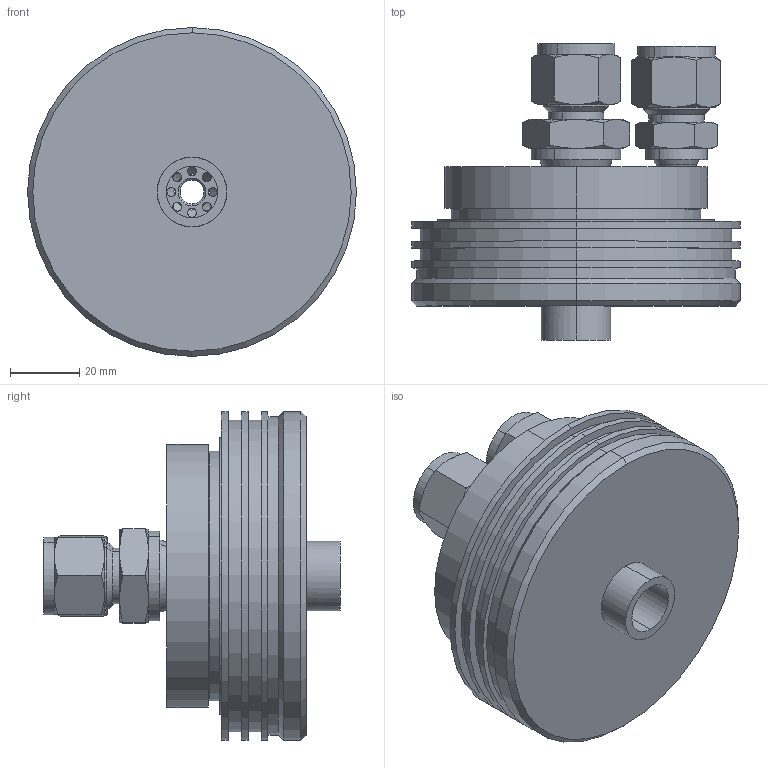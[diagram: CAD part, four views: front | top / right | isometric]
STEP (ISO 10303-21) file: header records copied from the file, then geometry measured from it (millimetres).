
FILE_DESCRIPTION (( 'STEP AP214' ), '1' );
FILE_NAME ('Injector 98mm V02.STEP', '2022-11-14T16:16:49', ( '' ), ( '' ), 'SwSTEP 2.0', 'SolidWorks 2022', '' );
FILE_SCHEMA (( 'AUTOMOTIVE_DESIGN' ));
Length unit declared in the file: millimetre
Products named in the file (8): Faceplate 98mm_Standard; SS-810-1-8RS-SwagelokCompany-3D-10-18-2022.stp_Standard; Core 98mm_Standard; Injector 98mm V02; Maniflold ring 98mm_Standard; Joint Manifold top_Standard; SS-810-1-4RS-SwagelokCompany-3D-10-18-2022.stp_Standard; Manifold 98mm_Standard
Assembly tree (7 placements, depth 2):
  Injector 98mm V02
    Faceplate 98mm_Standard
    Manifold 98mm_Standard
    Core 98mm_Standard
    SS-810-1-4RS-SwagelokCompany-3D-10-18-2022.stp_Standard
    SS-810-1-8RS-SwagelokCompany-3D-10-18-2022.stp_Standard
    Maniflold ring 98mm_Standard
    Joint Manifold top_Standard
Bounding box: 95 x 85.58 x 95 mm (x, y, z)
Volume: 242169.4 mm3; surface area: 81359.6 mm2
Topology: 7 solids, 7 shells, 401 faces, 900 edges, 538 vertices
Faces by surface type: cylinder 149, cone 134, plane 110, torus 8
Entity records: 11972 total; most frequent: CARTESIAN_POINT 2551, DIRECTION 2004, ORIENTED_EDGE 1784, EDGE_CURVE 892, AXIS2_PLACEMENT_3D 823, VERTEX_POINT 538, EDGE_LOOP 474, CIRCLE 412
